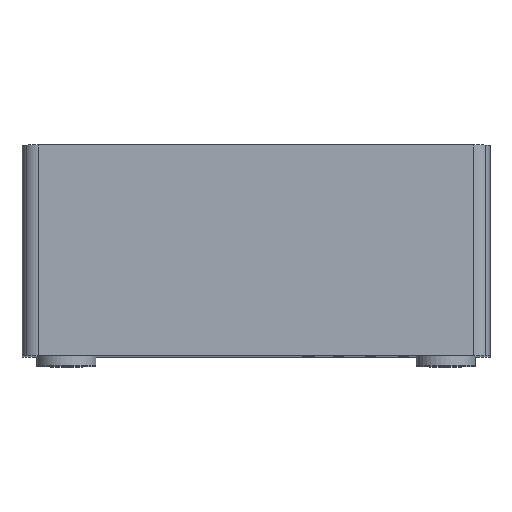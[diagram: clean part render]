
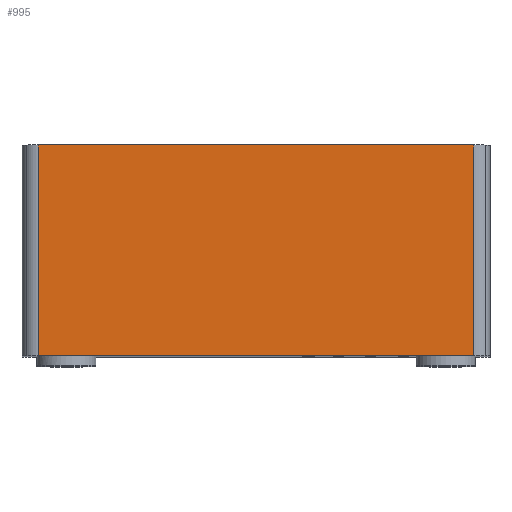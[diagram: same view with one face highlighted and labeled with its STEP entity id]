
A CAD part, top view. The second image highlights one B-rep face of the part: STEP entity #995.
In plain terms, the highlighted planar face has unit normal (0, 0, 1).
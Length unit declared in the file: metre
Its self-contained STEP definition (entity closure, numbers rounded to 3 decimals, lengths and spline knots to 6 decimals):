
#995=ADVANCED_FACE('0:1748',(#3134),#3135,.T.);
#3134=FACE_OUTER_BOUND('',#21556,.T.);
#3135=PLANE('',#21557);
#21556=EDGE_LOOP('',(#29795,#29796,#29797,#29798));
#21557=AXIS2_PLACEMENT_3D('',#29799,#29800,#29801);
#29795=ORIENTED_EDGE('',*,*,#31449,.F.);
#29796=ORIENTED_EDGE('',*,*,#33958,.T.);
#29797=ORIENTED_EDGE('',*,*,#33966,.F.);
#29798=ORIENTED_EDGE('',*,*,#33967,.T.);
#29799=CARTESIAN_POINT('',(0.013,-0.0002,0.092));
#29800=DIRECTION('',(0.0,0.0,1.0));
#29801=DIRECTION('',(-1.0,0.0,0.0));
#31449=EDGE_CURVE('0:7286',#34763,#34765,#34766,.T.);
#33958=EDGE_CURVE('0:7250',#34763,#38781,#38783,.T.);
#33966=EDGE_CURVE('0:7283',#38791,#38781,#38793,.T.);
#33967=EDGE_CURVE('0:7289',#38791,#34765,#38794,.F.);
#34763=VERTEX_POINT('',#39885);
#34765=VERTEX_POINT('',#39887);
#34766=LINE('',#39888,#39889);
#38781=VERTEX_POINT('',#47572);
#38783=LINE('',#47574,#47575);
#38791=VERTEX_POINT('',#47587);
#38793=LINE('',#47589,#47590);
#38794=LINE('',#47591,#47592);
#39885=CARTESIAN_POINT('',(-0.058,-0.0642,0.092));
#39887=CARTESIAN_POINT('',(-0.058,-0.0002,0.092));
#39888=CARTESIAN_POINT('',(-0.058,-0.0002,0.092));
#39889=VECTOR('',#48471,1.0);
#47572=CARTESIAN_POINT('',(0.074,-0.0642,0.092));
#47574=CARTESIAN_POINT('',(0.013,-0.0642,0.092));
#47575=VECTOR('',#53349,1.0);
#47587=CARTESIAN_POINT('',(0.074,-0.0002,0.092));
#47589=CARTESIAN_POINT('',(0.074,-0.0002,0.092));
#47590=VECTOR('',#53363,1.0);
#47591=CARTESIAN_POINT('',(0.013,-0.0002,0.092));
#47592=VECTOR('',#53364,1.0);
#48471=DIRECTION('',(0.0,1.0,0.0));
#53349=DIRECTION('',(1.0,0.0,0.0));
#53363=DIRECTION('',(-0.0,-1.0,-0.0));
#53364=DIRECTION('',(1.0,0.0,0.0));
